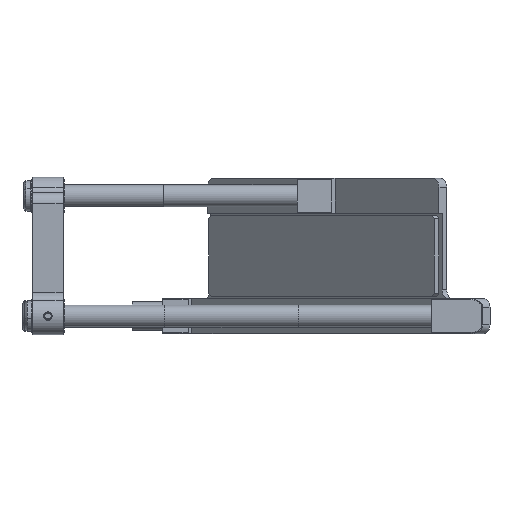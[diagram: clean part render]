
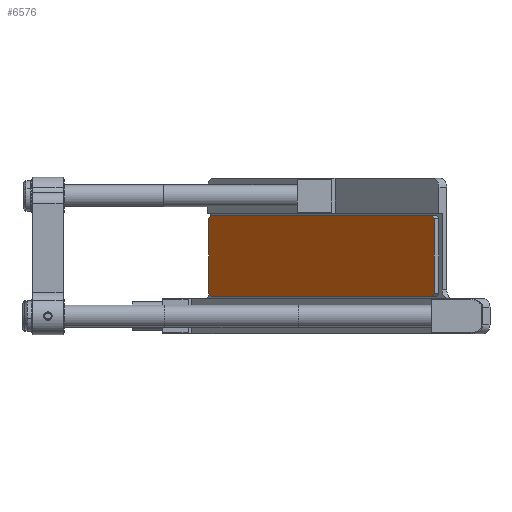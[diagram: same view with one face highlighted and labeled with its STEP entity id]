
A CAD part, left-side view. The second image highlights one B-rep face of the part: STEP entity #6576.
In plain terms, the highlighted planar face has unit normal (-0.707, 0.707, 0).
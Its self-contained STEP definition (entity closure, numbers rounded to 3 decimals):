
#150 = DIRECTION ( 'NONE',  ( 0.5, 0.5, -0.707 ) ) ;
#190 = EDGE_CURVE ( 'NONE', #8322, #5118, #6830, .T. ) ;
#670 = VERTEX_POINT ( 'NONE', #1091 ) ;
#981 = VECTOR ( 'NONE', #2836, 1000. ) ;
#1091 = CARTESIAN_POINT ( 'NONE',  ( 49.105, -74.652, 19.25 ) ) ;
#1119 = CARTESIAN_POINT ( 'NONE',  ( -51.933, -175.691, -17.75 ) ) ;
#1266 = CARTESIAN_POINT ( 'NONE',  ( 50.166, -73.592, -16.25 ) ) ;
#1407 = DIRECTION ( 'NONE',  ( -0.707, -0.707, 0. ) ) ;
#1457 = LINE ( 'NONE', #6802, #8172 ) ;
#1821 = EDGE_CURVE ( 'NONE', #4243, #3005, #2304, .T. ) ;
#2107 = VERTEX_POINT ( 'NONE', #1266 ) ;
#2151 = VERTEX_POINT ( 'NONE', #7007 ) ;
#2213 = FACE_OUTER_BOUND ( 'NONE', #3837, .T. ) ;
#2304 = LINE ( 'NONE', #6478, #2314 ) ;
#2314 = VECTOR ( 'NONE', #150, 1000. ) ;
#2488 = LINE ( 'NONE', #6572, #4423 ) ;
#2836 = DIRECTION ( 'NONE',  ( -0.707, -0.707, 0. ) ) ;
#3005 = VERTEX_POINT ( 'NONE', #6305 ) ;
#3242 = LINE ( 'NONE', #3336, #5563 ) ;
#3274 = EDGE_CURVE ( 'NONE', #2151, #2107, #2488, .T. ) ;
#3312 = EDGE_CURVE ( 'NONE', #5118, #4243, #3242, .T. ) ;
#3336 = CARTESIAN_POINT ( 'NONE',  ( -52.994, -176.751, 17.75 ) ) ;
#3422 = PLANE ( 'NONE',  #4012 ) ;
#3427 = EDGE_CURVE ( 'NONE', #670, #8322, #8352, .T. ) ;
#3462 = CARTESIAN_POINT ( 'NONE',  ( -51.933, -175.691, 19.25 ) ) ;
#3563 = ORIENTED_EDGE ( 'NONE', *, *, #3312, .F. ) ;
#3614 = CARTESIAN_POINT ( 'NONE',  ( 226.074, 102.316, 1.5 ) ) ;
#3752 = CARTESIAN_POINT ( 'NONE',  ( -52.994, -176.751, -16.25 ) ) ;
#3837 = EDGE_LOOP ( 'NONE', ( #5092, #5893, #7871, #6664, #7769, #7495, #3563, #4941 ) ) ;
#3908 = LINE ( 'NONE', #1119, #7341 ) ;
#4012 = AXIS2_PLACEMENT_3D ( 'NONE', #3614, #6302, #1407 ) ;
#4243 = VERTEX_POINT ( 'NONE', #3752 ) ;
#4350 = CARTESIAN_POINT ( 'NONE',  ( 49.105, -74.652, 19.25 ) ) ;
#4423 = VECTOR ( 'NONE', #7373, 1000. ) ;
#4561 = CARTESIAN_POINT ( 'NONE',  ( -52.994, -176.751, 17.75 ) ) ;
#4941 = ORIENTED_EDGE ( 'NONE', *, *, #190, .F. ) ;
#4943 = EDGE_CURVE ( 'NONE', #3005, #2151, #3908, .T. ) ;
#5092 = ORIENTED_EDGE ( 'NONE', *, *, #3427, .F. ) ;
#5118 = VERTEX_POINT ( 'NONE', #4561 ) ;
#5493 = DIRECTION ( 'NONE',  ( -0.5, -0.5, -0.707 ) ) ;
#5497 = VECTOR ( 'NONE', #5493, 1000. ) ;
#5563 = VECTOR ( 'NONE', #8044, 1000. ) ;
#5893 = ORIENTED_EDGE ( 'NONE', *, *, #8192, .F. ) ;
#6174 = DIRECTION ( 'NONE',  ( 0., 0., 1. ) ) ;
#6302 = DIRECTION ( 'NONE',  ( -0.707, 0.707, 0. ) ) ;
#6305 = CARTESIAN_POINT ( 'NONE',  ( -51.933, -175.691, -17.75 ) ) ;
#6478 = CARTESIAN_POINT ( 'NONE',  ( -52.994, -176.751, -16.25 ) ) ;
#6572 = CARTESIAN_POINT ( 'NONE',  ( 49.105, -74.652, -17.75 ) ) ;
#6576 = ADVANCED_FACE ( 'NONE', ( #2213 ), #3422, .T. ) ;
#6664 = ORIENTED_EDGE ( 'NONE', *, *, #3274, .F. ) ;
#6802 = CARTESIAN_POINT ( 'NONE',  ( 50.166, -73.592, 17.75 ) ) ;
#6830 = LINE ( 'NONE', #8170, #5497 ) ;
#7007 = CARTESIAN_POINT ( 'NONE',  ( 49.105, -74.652, -17.75 ) ) ;
#7131 = CARTESIAN_POINT ( 'NONE',  ( -51.933, -175.691, 19.25 ) ) ;
#7341 = VECTOR ( 'NONE', #7357, 1000. ) ;
#7357 = DIRECTION ( 'NONE',  ( 0.707, 0.707, 0. ) ) ;
#7373 = DIRECTION ( 'NONE',  ( 0.5, 0.5, 0.707 ) ) ;
#7495 = ORIENTED_EDGE ( 'NONE', *, *, #1821, .F. ) ;
#7662 = DIRECTION ( 'NONE',  ( -0.5, -0.5, 0.707 ) ) ;
#7769 = ORIENTED_EDGE ( 'NONE', *, *, #4943, .F. ) ;
#7871 = ORIENTED_EDGE ( 'NONE', *, *, #8579, .F. ) ;
#8018 = VECTOR ( 'NONE', #7662, 1000. ) ;
#8044 = DIRECTION ( 'NONE',  ( 0., 0., -1. ) ) ;
#8170 = CARTESIAN_POINT ( 'NONE',  ( -52.994, -176.751, 17.75 ) ) ;
#8172 = VECTOR ( 'NONE', #6174, 1000. ) ;
#8192 = EDGE_CURVE ( 'NONE', #8657, #670, #8377, .T. ) ;
#8322 = VERTEX_POINT ( 'NONE', #7131 ) ;
#8352 = LINE ( 'NONE', #3462, #981 ) ;
#8377 = LINE ( 'NONE', #4350, #8018 ) ;
#8502 = CARTESIAN_POINT ( 'NONE',  ( 50.166, -73.592, 17.75 ) ) ;
#8579 = EDGE_CURVE ( 'NONE', #2107, #8657, #1457, .T. ) ;
#8657 = VERTEX_POINT ( 'NONE', #8502 ) ;
